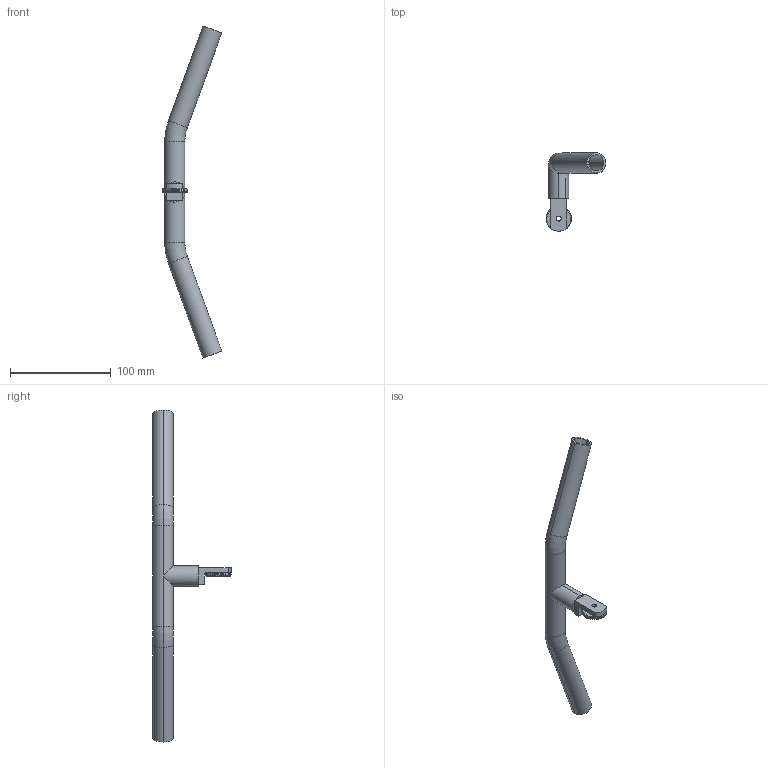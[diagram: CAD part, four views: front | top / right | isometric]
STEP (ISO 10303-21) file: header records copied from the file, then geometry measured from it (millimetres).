
FILE_DESCRIPTION (( 'STEP AP203' ), '1' );
FILE_NAME ('guidon.STEP', '2020-12-03T10:08:04', ( '' ), ( '' ), 'SwSTEP 2.0', 'SolidWorks 2019', '' );
FILE_SCHEMA (( 'CONFIG_CONTROL_DESIGN' ));
Length unit declared in the file: millimetre
Products named in the file (6): RAVOCS7-16-01_Per__ dia5.STEP; RAVND25_Per__ dia5.STEP; C-WALKT2-B2.STEP; C-WALKT2-B1.STEP; C-WALKT2-B0.STEP; guidon
Assembly tree (5 placements, depth 3):
  guidon
    C-WALKT2-B0.STEP
      C-WALKT2-B2.STEP
      C-WALKT2-B1.STEP
      RAVND25_Per__ dia5.STEP
      RAVOCS7-16-01_Per__ dia5.STEP
Bounding box: 59.16 x 77.5 x 329.67 mm (x, y, z)
Volume: 48811.9 mm3; surface area: 46071.7 mm2
Topology: 4 solids, 4 shells, 216 faces, 603 edges, 396 vertices
Faces by surface type: plane 177, cylinder 25, torus 10, cone 4
Entity records: 7823 total; most frequent: CARTESIAN_POINT 1906, ORIENTED_EDGE 1206, DIRECTION 1109, EDGE_CURVE 603, AXIS2_PLACEMENT_3D 447, VERTEX_POINT 396, EDGE_LOOP 225, CIRCLE 222
